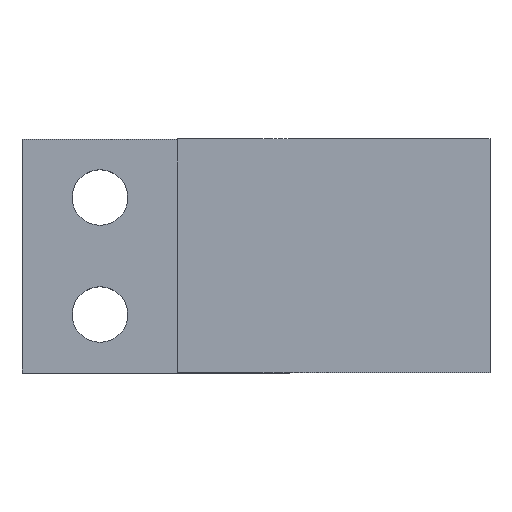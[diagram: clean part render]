
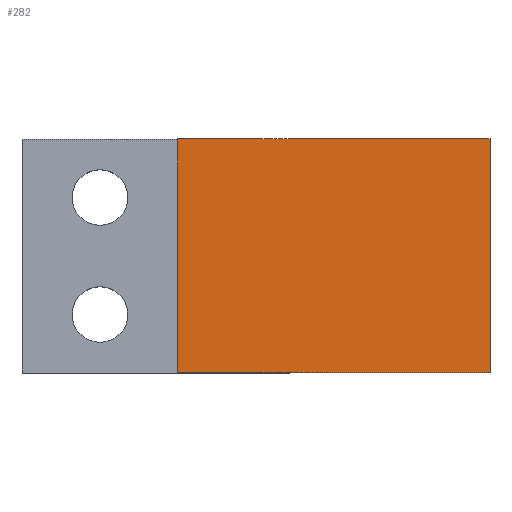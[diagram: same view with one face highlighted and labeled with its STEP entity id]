
A CAD part, top view. The second image highlights one B-rep face of the part: STEP entity #282.
In plain terms, the highlighted planar face has unit normal (0, 0, 1).
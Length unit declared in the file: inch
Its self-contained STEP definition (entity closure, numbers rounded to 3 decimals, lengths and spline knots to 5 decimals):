
#8 = VECTOR ( 'NONE', #201, 39.37008 ) ;
#44 = ORIENTED_EDGE ( 'NONE', *, *, #534, .T. ) ;
#51 = CARTESIAN_POINT ( 'NONE',  ( 0.02598, 0.375, 0.02 ) ) ;
#56 = EDGE_CURVE ( 'NONE', #409, #541, #355, .T. ) ;
#58 = VECTOR ( 'NONE', #463, 39.37008 ) ;
#131 = LINE ( 'NONE', #531, #293 ) ;
#135 = DIRECTION ( 'NONE',  ( 0., -1., 0. ) ) ;
#145 = EDGE_LOOP ( 'NONE', ( #396, #256, #266, #44 ) ) ;
#166 = EDGE_CURVE ( 'NONE', #276, #541, #504, .T. ) ;
#179 = CARTESIAN_POINT ( 'NONE',  ( 0.02598, 0., 0.02 ) ) ;
#188 = CARTESIAN_POINT ( 'NONE',  ( 0.02598, 0.375, 0.02 ) ) ;
#201 = DIRECTION ( 'NONE',  ( 1., 0., 0. ) ) ;
#202 = LINE ( 'NONE', #51, #58 ) ;
#203 = EDGE_CURVE ( 'NONE', #270, #409, #202, .T. ) ;
#251 = FACE_OUTER_BOUND ( 'NONE', #145, .T. ) ;
#256 = ORIENTED_EDGE ( 'NONE', *, *, #56, .F. ) ;
#266 = ORIENTED_EDGE ( 'NONE', *, *, #203, .F. ) ;
#270 = VERTEX_POINT ( 'NONE', #519 ) ;
#276 = VERTEX_POINT ( 'NONE', #304 ) ;
#282 = ADVANCED_FACE ( 'NONE', ( #251 ), #467, .F. ) ;
#293 = VECTOR ( 'NONE', #135, 39.37008 ) ;
#304 = CARTESIAN_POINT ( 'NONE',  ( -0.47402, 0., 0.02 ) ) ;
#344 = CARTESIAN_POINT ( 'NONE',  ( 0.02598, 0.375, 0.02 ) ) ;
#348 = DIRECTION ( 'NONE',  ( 0., 0., -1. ) ) ;
#355 = LINE ( 'NONE', #188, #525 ) ;
#383 = DIRECTION ( 'NONE',  ( -1., 0., 0. ) ) ;
#396 = ORIENTED_EDGE ( 'NONE', *, *, #166, .T. ) ;
#409 = VERTEX_POINT ( 'NONE', #344 ) ;
#430 = CARTESIAN_POINT ( 'NONE',  ( 0.02598, 0.375, 0.02 ) ) ;
#463 = DIRECTION ( 'NONE',  ( 1., 0., 0. ) ) ;
#464 = AXIS2_PLACEMENT_3D ( 'NONE', #430, #348, #383 ) ;
#467 = PLANE ( 'NONE',  #464 ) ;
#504 = LINE ( 'NONE', #546, #8 ) ;
#519 = CARTESIAN_POINT ( 'NONE',  ( -0.47402, 0.375, 0.02 ) ) ;
#525 = VECTOR ( 'NONE', #583, 39.37008 ) ;
#531 = CARTESIAN_POINT ( 'NONE',  ( -0.47402, 0.375, 0.02 ) ) ;
#534 = EDGE_CURVE ( 'NONE', #270, #276, #131, .T. ) ;
#541 = VERTEX_POINT ( 'NONE', #179 ) ;
#546 = CARTESIAN_POINT ( 'NONE',  ( 0.02598, 0., 0.02 ) ) ;
#583 = DIRECTION ( 'NONE',  ( 0., -1., 0. ) ) ;
